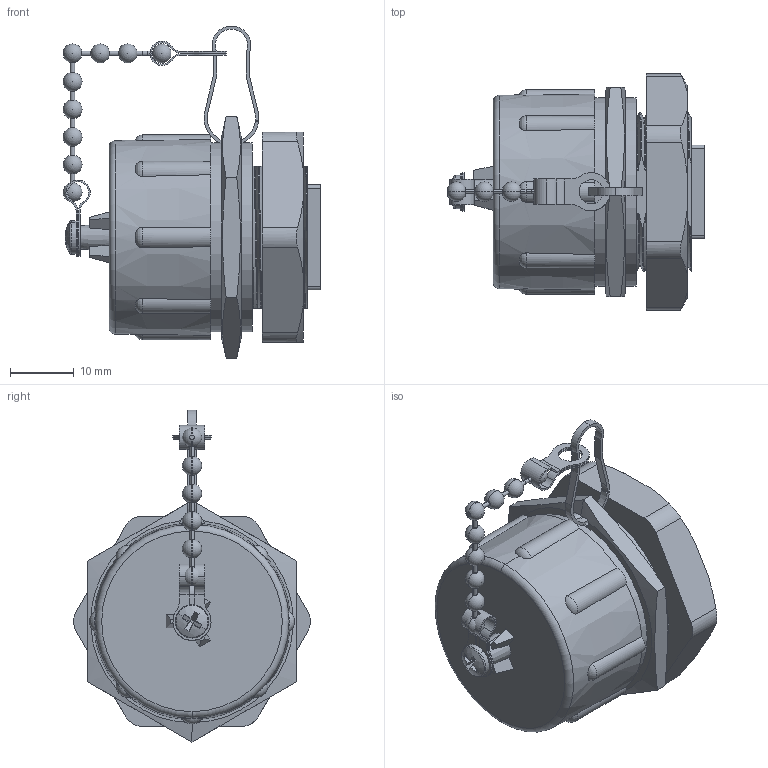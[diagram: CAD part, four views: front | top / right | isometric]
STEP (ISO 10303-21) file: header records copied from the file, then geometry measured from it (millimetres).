
FILE_DESCRIPTION (( 'STEP AP214' ), '1' );
FILE_NAME ('WPBHC6.STEP', '2019-04-10T13:40:15', ( '' ), ( '' ), 'SwSTEP 2.0', 'SolidWorks 2018', '' );
FILE_SCHEMA (( 'AUTOMOTIVE_DESIGN' ));
Length unit declared in the file: inch
Products named in the file (10): WPBH-MA1; SP9392-MA3; WPBH-MA4; WPBH-MA2; WPBH-MA7; WPBHC6; WPUSB-CVR-MA4; WPBH-MA3; WPUSB-CVR-MA2_Closed; WPBH-MA6
Assembly tree (19 placements, depth 2):
  WPBHC6
    WPBH-MA1
    WPBH-MA4  x2
    WPBH-MA3
    WPBH-MA2
    WPBH-MA6
    WPUSB-CVR-MA2_Closed  x2
    WPUSB-CVR-MA4
    WPBH-MA7
    SP9392-MA3  x9
Bounding box: 40.61 x 37.27 x 52.26 mm (x, y, z)
Volume: 20428.4 mm3; surface area: 19138.5 mm2
Topology: 19 solids, 19 shells, 746 faces, 2023 edges, 1337 vertices
Faces by surface type: plane 323, cylinder 234, bspline 106, cone 51, sphere 20, torus 12
Entity records: 74267 total; most frequent: CARTESIAN_POINT 56642, ORIENTED_EDGE 3182, DIRECTION 2481, EDGE_CURVE 1591, VERTEX_POINT 1049, VECTOR 875, LINE 875, AXIS2_PLACEMENT_3D 803
